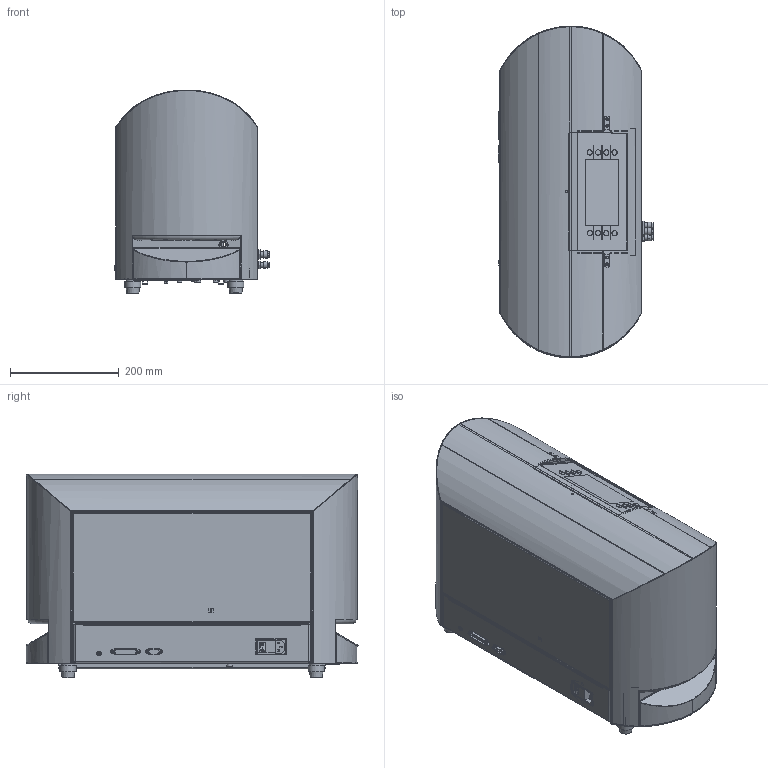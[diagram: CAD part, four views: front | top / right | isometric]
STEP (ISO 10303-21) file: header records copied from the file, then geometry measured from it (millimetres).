
FILE_DESCRIPTION(/* description */ (''),/* implementation_level */ '2;1');
FILE_NAME(/* name */ '600-001_ELT3000-GDU_DUMMY_001.stp',/* time_stamp */ '2020-07-08T16:21:27+02:00',/* author */ (''),/* organization */ (''),/* preprocessor_version */ 'ST-DEVELOPER v16',/* originating_system */ 'SIEMENS PLM Software NX 10.0',/* authorisation */ '');
FILE_SCHEMA (('AUTOMOTIVE_DESIGN { 1 0 10303 214 3 1 1 1 }'));
Length unit declared in the file: millimetre
Products named in the file (1): 600-001_ELT3000-GDU_DUMMY_001
Bounding box: 286.65 x 610.69 x 375.07 mm (x, y, z)
Surface area: 1863069.9 mm2 (no closed solid volume)
Topology: 0 solids, 1242 shells, 1242 faces, 8160 edges, 8071 vertices
Faces by surface type: plane 566, cylinder 560, cone 67, torus 21, bspline 18, sphere 10
Full cylindrical faces by diameter (mm): 2.5 x4, 3.05 x1, 4 x2, 5.5 x1, 6 x2, 7 x3, 8.2 x1, 8.5 x4, 8.9 x1, 9 x4, 10 x11, 11 x3, 11.9 x1, 14 x1, 26 x5, 30 x4
Entity records: 104709 total; most frequent: CARTESIAN_POINT 28123, DIRECTION 13644, ORIENTED_EDGE 8068, EDGE_CURVE 8060, VERTEX_POINT 8056, AXIS2_PLACEMENT_3D 4740, LINE 4164, VECTOR 4164
